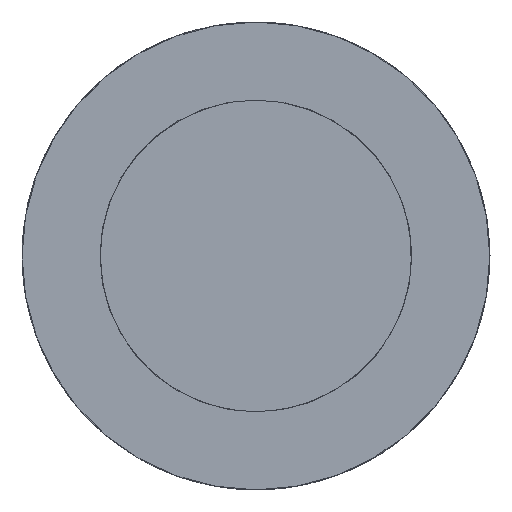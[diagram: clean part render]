
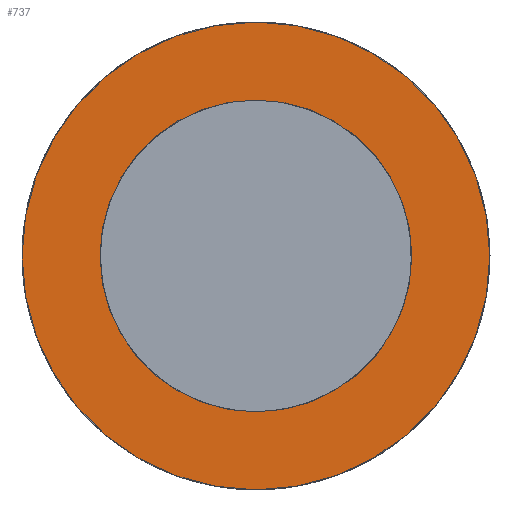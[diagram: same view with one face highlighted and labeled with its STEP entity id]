
A CAD part, front view. The second image highlights one B-rep face of the part: STEP entity #737.
In plain terms, the highlighted planar face has unit normal (0, -1, 0).
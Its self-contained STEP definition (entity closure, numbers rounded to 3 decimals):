
#15=FACE_BOUND('',#130,.T.);
#44=PLANE('',#784);
#86=FACE_OUTER_BOUND('',#129,.T.);
#129=EDGE_LOOP('',(#674));
#130=EDGE_LOOP('',(#675));
#132=CIRCLE('',#763,4.);
#134=CIRCLE('',#771,6.);
#280=VERTEX_POINT('',#881);
#301=VERTEX_POINT('',#1086);
#350=EDGE_CURVE('',#280,#280,#132,.T.);
#376=EDGE_CURVE('',#301,#301,#134,.T.);
#674=ORIENTED_EDGE('',*,*,#376,.F.);
#675=ORIENTED_EDGE('',*,*,#350,.T.);
#737=ADVANCED_FACE('',(#86,#15),#44,.F.);
#763=AXIS2_PLACEMENT_3D('',#883,#791,#792);
#771=AXIS2_PLACEMENT_3D('',#1088,#814,#815);
#784=AXIS2_PLACEMENT_3D('',#3721,#863,#864);
#791=DIRECTION('center_axis',(0.,1.,0.));
#792=DIRECTION('ref_axis',(-1.,0.,0.));
#814=DIRECTION('center_axis',(0.,1.,0.));
#815=DIRECTION('ref_axis',(0.,0.,-1.));
#863=DIRECTION('center_axis',(0.,1.,0.));
#864=DIRECTION('ref_axis',(0.,0.,1.));
#881=CARTESIAN_POINT('',(0.,-15.35,4.));
#883=CARTESIAN_POINT('Origin',(0.,-15.35,0.));
#1086=CARTESIAN_POINT('',(0.,-15.35,6.));
#1088=CARTESIAN_POINT('Origin',(0.,-15.35,0.));
#3721=CARTESIAN_POINT('Origin',(0.,-15.35,0.));
